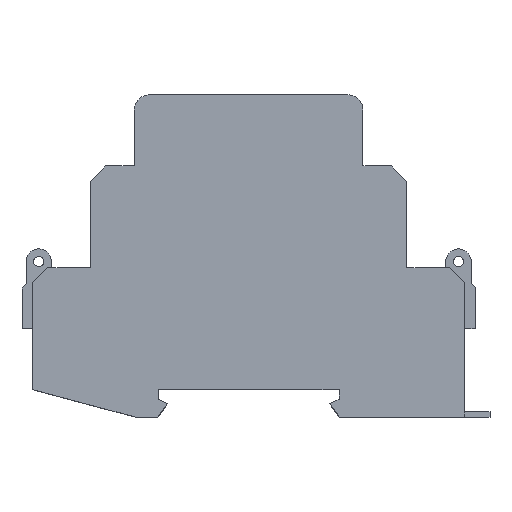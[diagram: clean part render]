
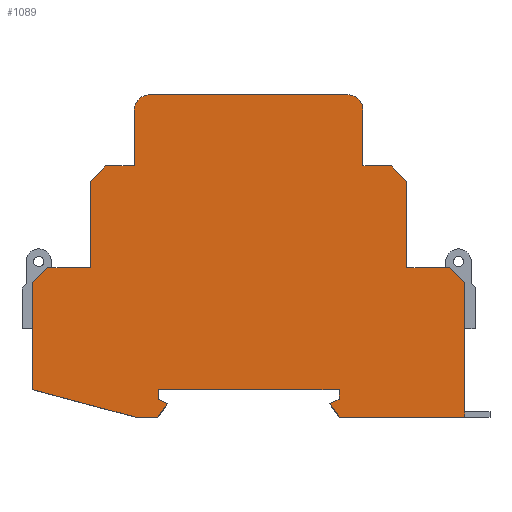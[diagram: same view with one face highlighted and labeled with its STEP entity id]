
A CAD part, top view. The second image highlights one B-rep face of the part: STEP entity #1089.
In plain terms, the highlighted planar face has unit normal (0, 0, 1).
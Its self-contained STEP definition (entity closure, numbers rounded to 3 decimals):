
#43=FACE_OUTER_BOUND('',#102,.T.);
#102=EDGE_LOOP('',(#835,#836,#837,#838,#839,#840,#841,#842,#843,#844,#845,
#846,#847,#848,#849,#850,#851,#852,#853,#854,#855,#856,#857,#858,#859,#860,
#861));
#155=CIRCLE('',#1161,3.);
#156=CIRCLE('',#1162,3.);
#183=LINE('',#1548,#326);
#185=LINE('',#1552,#328);
#190=LINE('',#1562,#333);
#230=LINE('',#1667,#373);
#237=LINE('',#1679,#380);
#238=LINE('',#1683,#381);
#239=LINE('',#1685,#382);
#240=LINE('',#1689,#383);
#241=LINE('',#1693,#384);
#242=LINE('',#1695,#385);
#243=LINE('',#1697,#386);
#244=LINE('',#1699,#387);
#245=LINE('',#1701,#388);
#246=LINE('',#1703,#389);
#247=LINE('',#1705,#390);
#248=LINE('',#1707,#391);
#249=LINE('',#1709,#392);
#250=LINE('',#1711,#393);
#251=LINE('',#1713,#394);
#252=LINE('',#1715,#395);
#253=LINE('',#1717,#396);
#254=LINE('',#1719,#397);
#255=LINE('',#1721,#398);
#256=LINE('',#1723,#399);
#257=LINE('',#1724,#400);
#326=VECTOR('',#1237,4.243);
#328=VECTOR('',#1241,17.);
#333=VECTOR('',#1248,8.35);
#373=VECTOR('',#1332,26.4);
#380=VECTOR('',#1341,4.243);
#381=VECTOR('',#1346,5.65);
#382=VECTOR('',#1347,11.);
#383=VECTOR('',#1350,39.);
#384=VECTOR('',#1353,11.);
#385=VECTOR('',#1354,5.65);
#386=VECTOR('',#1355,4.243);
#387=VECTOR('',#1356,17.);
#388=VECTOR('',#1357,8.35);
#389=VECTOR('',#1358,4.243);
#390=VECTOR('',#1359,21.);
#391=VECTOR('',#1360,20.864);
#392=VECTOR('',#1361,4.487);
#393=VECTOR('',#1362,3.241);
#394=VECTOR('',#1363,2.079);
#395=VECTOR('',#1364,1.908);
#396=VECTOR('',#1365,35.6);
#397=VECTOR('',#1366,1.908);
#398=VECTOR('',#1367,2.079);
#399=VECTOR('',#1368,3.241);
#400=VECTOR('',#1369,24.64);
#470=VERTEX_POINT('',#1545);
#471=VERTEX_POINT('',#1547);
#472=VERTEX_POINT('',#1551);
#476=VERTEX_POINT('',#1561);
#518=VERTEX_POINT('',#1664);
#519=VERTEX_POINT('',#1666);
#524=VERTEX_POINT('',#1682);
#525=VERTEX_POINT('',#1684);
#526=VERTEX_POINT('',#1686);
#527=VERTEX_POINT('',#1688);
#528=VERTEX_POINT('',#1690);
#529=VERTEX_POINT('',#1692);
#530=VERTEX_POINT('',#1694);
#531=VERTEX_POINT('',#1696);
#532=VERTEX_POINT('',#1698);
#533=VERTEX_POINT('',#1700);
#534=VERTEX_POINT('',#1702);
#535=VERTEX_POINT('',#1704);
#536=VERTEX_POINT('',#1706);
#537=VERTEX_POINT('',#1708);
#538=VERTEX_POINT('',#1710);
#539=VERTEX_POINT('',#1712);
#540=VERTEX_POINT('',#1714);
#541=VERTEX_POINT('',#1716);
#542=VERTEX_POINT('',#1718);
#543=VERTEX_POINT('',#1720);
#544=VERTEX_POINT('',#1722);
#577=EDGE_CURVE('',#471,#470,#183,.T.);
#579=EDGE_CURVE('',#472,#471,#185,.T.);
#584=EDGE_CURVE('',#476,#472,#190,.T.);
#636=EDGE_CURVE('',#519,#518,#230,.T.);
#643=EDGE_CURVE('',#518,#476,#237,.T.);
#644=EDGE_CURVE('',#470,#524,#238,.T.);
#645=EDGE_CURVE('',#524,#525,#239,.T.);
#646=EDGE_CURVE('',#525,#526,#155,.T.);
#647=EDGE_CURVE('',#526,#527,#240,.T.);
#648=EDGE_CURVE('',#527,#528,#156,.T.);
#649=EDGE_CURVE('',#528,#529,#241,.T.);
#650=EDGE_CURVE('',#529,#530,#242,.T.);
#651=EDGE_CURVE('',#530,#531,#243,.T.);
#652=EDGE_CURVE('',#531,#532,#244,.T.);
#653=EDGE_CURVE('',#532,#533,#245,.T.);
#654=EDGE_CURVE('',#533,#534,#246,.T.);
#655=EDGE_CURVE('',#534,#535,#247,.T.);
#656=EDGE_CURVE('',#535,#536,#248,.T.);
#657=EDGE_CURVE('',#536,#537,#249,.T.);
#658=EDGE_CURVE('',#537,#538,#250,.T.);
#659=EDGE_CURVE('',#538,#539,#251,.T.);
#660=EDGE_CURVE('',#539,#540,#252,.T.);
#661=EDGE_CURVE('',#540,#541,#253,.T.);
#662=EDGE_CURVE('',#541,#542,#254,.T.);
#663=EDGE_CURVE('',#542,#543,#255,.T.);
#664=EDGE_CURVE('',#543,#544,#256,.T.);
#665=EDGE_CURVE('',#544,#519,#257,.T.);
#835=ORIENTED_EDGE('',*,*,#644,.T.);
#836=ORIENTED_EDGE('',*,*,#645,.T.);
#837=ORIENTED_EDGE('',*,*,#646,.T.);
#838=ORIENTED_EDGE('',*,*,#647,.T.);
#839=ORIENTED_EDGE('',*,*,#648,.T.);
#840=ORIENTED_EDGE('',*,*,#649,.T.);
#841=ORIENTED_EDGE('',*,*,#650,.T.);
#842=ORIENTED_EDGE('',*,*,#651,.T.);
#843=ORIENTED_EDGE('',*,*,#652,.T.);
#844=ORIENTED_EDGE('',*,*,#653,.T.);
#845=ORIENTED_EDGE('',*,*,#654,.T.);
#846=ORIENTED_EDGE('',*,*,#655,.T.);
#847=ORIENTED_EDGE('',*,*,#656,.T.);
#848=ORIENTED_EDGE('',*,*,#657,.T.);
#849=ORIENTED_EDGE('',*,*,#658,.T.);
#850=ORIENTED_EDGE('',*,*,#659,.T.);
#851=ORIENTED_EDGE('',*,*,#660,.T.);
#852=ORIENTED_EDGE('',*,*,#661,.T.);
#853=ORIENTED_EDGE('',*,*,#662,.T.);
#854=ORIENTED_EDGE('',*,*,#663,.T.);
#855=ORIENTED_EDGE('',*,*,#664,.T.);
#856=ORIENTED_EDGE('',*,*,#665,.T.);
#857=ORIENTED_EDGE('',*,*,#636,.T.);
#858=ORIENTED_EDGE('',*,*,#643,.T.);
#859=ORIENTED_EDGE('',*,*,#584,.T.);
#860=ORIENTED_EDGE('',*,*,#579,.T.);
#861=ORIENTED_EDGE('',*,*,#577,.T.);
#1038=PLANE('',#1160);
#1089=ADVANCED_FACE('',(#43),#1038,.T.);
#1160=AXIS2_PLACEMENT_3D('',#1681,#1344,#1345);
#1161=AXIS2_PLACEMENT_3D('',#1687,#1348,#1349);
#1162=AXIS2_PLACEMENT_3D('',#1691,#1351,#1352);
#1237=DIRECTION('',(-0.707,0.707,0.));
#1241=DIRECTION('',(0.,1.,0.));
#1248=DIRECTION('',(-1.,0.,0.));
#1332=DIRECTION('',(0.,1.,0.));
#1341=DIRECTION('',(-0.707,0.707,0.));
#1344=DIRECTION('center_axis',(0.,0.,1.));
#1345=DIRECTION('ref_axis',(1.,0.,0.));
#1346=DIRECTION('',(-1.,0.,0.));
#1347=DIRECTION('',(0.,1.,0.));
#1348=DIRECTION('center_axis',(0.,0.,1.));
#1349=DIRECTION('ref_axis',(1.,0.,0.));
#1350=DIRECTION('',(-1.,0.,0.));
#1351=DIRECTION('center_axis',(0.,0.,1.));
#1352=DIRECTION('ref_axis',(0.,1.,0.));
#1353=DIRECTION('',(0.,-1.,0.));
#1354=DIRECTION('',(-1.,0.,0.));
#1355=DIRECTION('',(-0.707,-0.707,0.));
#1356=DIRECTION('',(0.,-1.,0.));
#1357=DIRECTION('',(-1.,0.,0.));
#1358=DIRECTION('',(-0.707,-0.707,0.));
#1359=DIRECTION('',(0.,-1.,0.));
#1360=DIRECTION('',(0.966,-0.259,0.));
#1361=DIRECTION('',(1.,0.,0.));
#1362=DIRECTION('',(0.598,0.802,0.));
#1363=DIRECTION('',(-0.903,0.43,0.));
#1364=DIRECTION('',(0.,1.,0.));
#1365=DIRECTION('',(1.,0.,0.));
#1366=DIRECTION('',(0.,-1.,0.));
#1367=DIRECTION('',(-0.903,-0.43,0.));
#1368=DIRECTION('',(0.598,-0.802,0.));
#1369=DIRECTION('',(1.,0.,0.));
#1545=CARTESIAN_POINT('',(-16.883,44.,8.75));
#1547=CARTESIAN_POINT('',(-13.883,41.,8.75));
#1548=CARTESIAN_POINT('',(-13.883,41.,8.75));
#1551=CARTESIAN_POINT('',(-13.883,24.,8.75));
#1552=CARTESIAN_POINT('',(-13.883,24.,8.75));
#1561=CARTESIAN_POINT('',(-5.533,24.,8.75));
#1562=CARTESIAN_POINT('',(-5.533,24.,8.75));
#1664=CARTESIAN_POINT('',(-2.533,21.,8.75));
#1666=CARTESIAN_POINT('',(-2.533,-5.4,8.75));
#1667=CARTESIAN_POINT('',(-2.533,-5.4,8.75));
#1679=CARTESIAN_POINT('',(-2.533,21.,8.75));
#1681=CARTESIAN_POINT('Origin',(0.,0.,8.75));
#1682=CARTESIAN_POINT('',(-22.533,44.,8.75));
#1683=CARTESIAN_POINT('',(-16.883,44.,8.75));
#1684=CARTESIAN_POINT('',(-22.533,55.,8.75));
#1685=CARTESIAN_POINT('',(-22.533,44.,8.75));
#1686=CARTESIAN_POINT('',(-25.533,58.,8.75));
#1687=CARTESIAN_POINT('Origin',(-25.533,55.,8.75));
#1688=CARTESIAN_POINT('',(-64.533,58.,8.75));
#1689=CARTESIAN_POINT('',(-25.533,58.,8.75));
#1690=CARTESIAN_POINT('',(-67.533,55.,8.75));
#1691=CARTESIAN_POINT('Origin',(-64.533,55.,8.75));
#1692=CARTESIAN_POINT('',(-67.533,44.,8.75));
#1693=CARTESIAN_POINT('',(-67.533,55.,8.75));
#1694=CARTESIAN_POINT('',(-73.183,44.,8.75));
#1695=CARTESIAN_POINT('',(-67.533,44.,8.75));
#1696=CARTESIAN_POINT('',(-76.183,41.,8.75));
#1697=CARTESIAN_POINT('',(-73.183,44.,8.75));
#1698=CARTESIAN_POINT('',(-76.183,24.,8.75));
#1699=CARTESIAN_POINT('',(-76.183,41.,8.75));
#1700=CARTESIAN_POINT('',(-84.533,24.,8.75));
#1701=CARTESIAN_POINT('',(-76.183,24.,8.75));
#1702=CARTESIAN_POINT('',(-87.533,21.,8.75));
#1703=CARTESIAN_POINT('',(-84.533,24.,8.75));
#1704=CARTESIAN_POINT('',(-87.533,0.,8.75));
#1705=CARTESIAN_POINT('',(-87.533,21.,8.75));
#1706=CARTESIAN_POINT('',(-67.38,-5.4,8.75));
#1707=CARTESIAN_POINT('',(-87.533,0.,8.75));
#1708=CARTESIAN_POINT('',(-62.893,-5.4,8.75));
#1709=CARTESIAN_POINT('',(-67.38,-5.4,8.75));
#1710=CARTESIAN_POINT('',(-60.956,-2.802,8.75));
#1711=CARTESIAN_POINT('',(-62.893,-5.4,8.75));
#1712=CARTESIAN_POINT('',(-62.833,-1.908,8.75));
#1713=CARTESIAN_POINT('',(-60.956,-2.802,8.75));
#1714=CARTESIAN_POINT('',(-62.833,0.,8.75));
#1715=CARTESIAN_POINT('',(-62.833,-1.908,8.75));
#1716=CARTESIAN_POINT('',(-27.233,0.,8.75));
#1717=CARTESIAN_POINT('',(-62.833,0.,8.75));
#1718=CARTESIAN_POINT('',(-27.233,-1.908,8.75));
#1719=CARTESIAN_POINT('',(-27.233,0.,8.75));
#1720=CARTESIAN_POINT('',(-29.11,-2.802,8.75));
#1721=CARTESIAN_POINT('',(-27.233,-1.908,8.75));
#1722=CARTESIAN_POINT('',(-27.173,-5.4,8.75));
#1723=CARTESIAN_POINT('',(-29.11,-2.802,8.75));
#1724=CARTESIAN_POINT('',(-27.173,-5.4,8.75));
